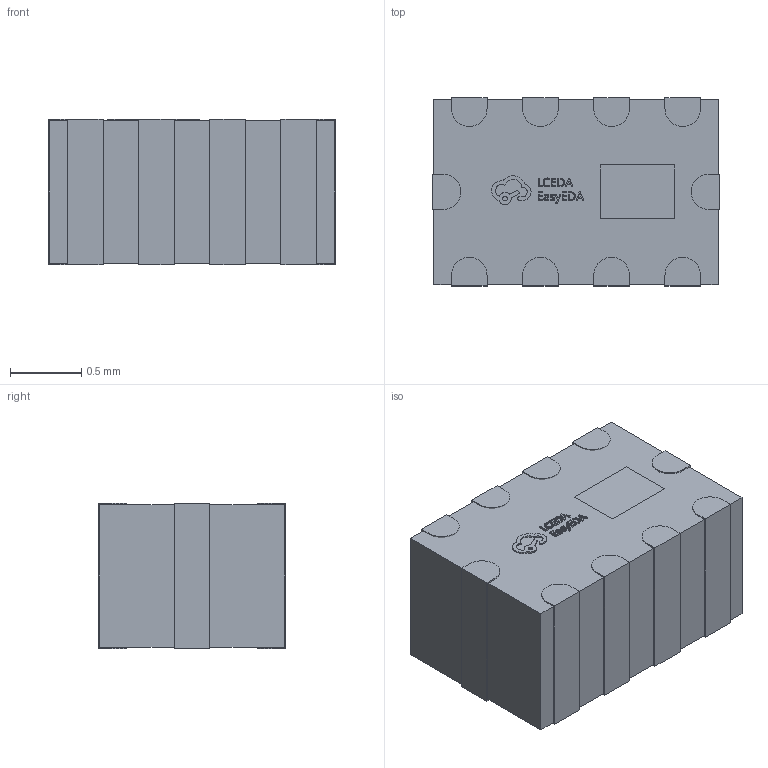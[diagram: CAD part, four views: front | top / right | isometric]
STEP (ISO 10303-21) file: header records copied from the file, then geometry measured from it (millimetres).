
FILE_DESCRIPTION (( 'STEP AP214' ), '1' );
FILE_NAME ('FILTER-SMD_10P-L2.0-W1.3-H1.0-P0.5.step', '2022-06-24T02:48:06', ( '' ), ( '' ), 'SwSTEP 2.0', 'SolidWorks 2020', '' );
FILE_SCHEMA (( 'AUTOMOTIVE_DESIGN' ));
Length unit declared in the file: millimetre
Products named in the file (1): FILTER-SMD_10P-L2.0-W1.3-H1.0-P0.5
Bounding box: 2.02 x 1.32 x 1.02 mm (x, y, z)
Volume: 2.8 mm3; surface area: 15.7 mm2
Topology: 5 solids, 5 shells, 364 faces, 985 edges, 658 vertices
Faces by surface type: plane 234, bspline 112, cylinder 18
Entity records: 16359 total; most frequent: CARTESIAN_POINT 4112, ORIENTED_EDGE 1970, DIRECTION 1299, EDGE_CURVE 985, VECTOR 721, LINE 721, VERTEX_POINT 658, EDGE_LOOP 391
